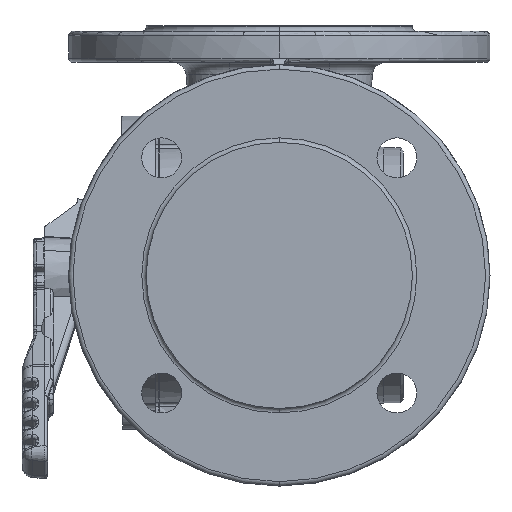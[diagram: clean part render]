
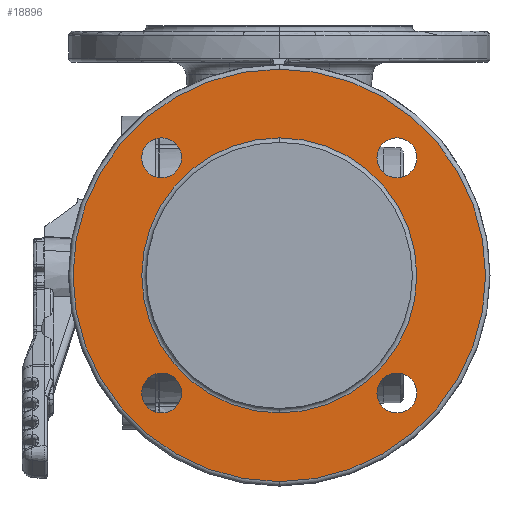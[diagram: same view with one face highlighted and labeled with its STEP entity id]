
A CAD part, left-side view. The second image highlights one B-rep face of the part: STEP entity #18896.
In plain terms, the highlighted planar face has unit normal (-1, 0, 0).
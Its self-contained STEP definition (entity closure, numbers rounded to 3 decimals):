
#11022=CARTESIAN_POINT('Vertex',(-110.,41.833,44.033)) ;
#11025=CARTESIAN_POINT('Axis2P3D Location',(-110.,41.833,53.033)) ;
#11029=CARTESIAN_POINT('Vertex',(-110.,41.833,62.033)) ;
#11045=CARTESIAN_POINT('Axis2P3D Location',(-110.,41.833,53.033)) ;
#11067=CARTESIAN_POINT('Vertex',(-110.,-64.234,44.033)) ;
#11070=CARTESIAN_POINT('Axis2P3D Location',(-110.,-64.234,53.033)) ;
#11074=CARTESIAN_POINT('Vertex',(-110.,-64.234,62.033)) ;
#11090=CARTESIAN_POINT('Axis2P3D Location',(-110.,-64.234,53.033)) ;
#11112=CARTESIAN_POINT('Vertex',(-110.,-64.234,-62.033)) ;
#11115=CARTESIAN_POINT('Axis2P3D Location',(-110.,-64.234,-53.033)) ;
#11119=CARTESIAN_POINT('Vertex',(-110.,-64.234,-44.033)) ;
#11140=CARTESIAN_POINT('Axis2P3D Location',(-110.,-64.234,-53.033)) ;
#11162=CARTESIAN_POINT('Vertex',(-110.,41.833,-62.033)) ;
#11165=CARTESIAN_POINT('Axis2P3D Location',(-110.,41.833,-53.033)) ;
#11169=CARTESIAN_POINT('Vertex',(-110.,41.833,-44.033)) ;
#11185=CARTESIAN_POINT('Axis2P3D Location',(-110.,41.833,-53.033)) ;
#16154=CARTESIAN_POINT('Vertex',(-110.,-11.2,62.)) ;
#16157=CARTESIAN_POINT('Axis2P3D Location',(-110.,-11.2,0.)) ;
#16161=CARTESIAN_POINT('Vertex',(-110.,-11.2,-62.)) ;
#16182=CARTESIAN_POINT('Axis2P3D Location',(-110.,-11.2,0.)) ;
#16204=CARTESIAN_POINT('Vertex',(-110.,-11.2,93.)) ;
#16207=CARTESIAN_POINT('Axis2P3D Location',(-110.,-11.2,0.)) ;
#16211=CARTESIAN_POINT('Vertex',(-110.,-11.2,-93.)) ;
#18833=CARTESIAN_POINT('Axis2P3D Location',(-110.,-11.2,0.)) ;
#18867=CARTESIAN_POINT('Axis2P3D Location',(-110.,-11.2,0.)) ;
#11026=DIRECTION('Axis2P3D Direction',(-1.,0.,0.)) ;
#11046=DIRECTION('Axis2P3D Direction',(-1.,0.,0.)) ;
#11071=DIRECTION('Axis2P3D Direction',(-1.,0.,0.)) ;
#11091=DIRECTION('Axis2P3D Direction',(-1.,0.,0.)) ;
#11116=DIRECTION('Axis2P3D Direction',(-1.,0.,0.)) ;
#11141=DIRECTION('Axis2P3D Direction',(-1.,0.,0.)) ;
#11166=DIRECTION('Axis2P3D Direction',(-1.,0.,0.)) ;
#11186=DIRECTION('Axis2P3D Direction',(-1.,0.,0.)) ;
#16158=DIRECTION('Axis2P3D Direction',(1.,-0.,0.)) ;
#16183=DIRECTION('Axis2P3D Direction',(1.,-0.,0.)) ;
#16208=DIRECTION('Axis2P3D Direction',(1.,-0.,0.)) ;
#18834=DIRECTION('Axis2P3D Direction',(1.,-0.,0.)) ;
#18868=DIRECTION('Axis2P3D Direction',(1.,-0.,0.)) ;
#18869=DIRECTION('Axis2P3D XDirection',(0.,0.,-1.)) ;
#11027=AXIS2_PLACEMENT_3D('Circle Axis2P3D',#11025,#11026,$) ;
#11047=AXIS2_PLACEMENT_3D('Circle Axis2P3D',#11045,#11046,$) ;
#11072=AXIS2_PLACEMENT_3D('Circle Axis2P3D',#11070,#11071,$) ;
#11092=AXIS2_PLACEMENT_3D('Circle Axis2P3D',#11090,#11091,$) ;
#11117=AXIS2_PLACEMENT_3D('Circle Axis2P3D',#11115,#11116,$) ;
#11142=AXIS2_PLACEMENT_3D('Circle Axis2P3D',#11140,#11141,$) ;
#11167=AXIS2_PLACEMENT_3D('Circle Axis2P3D',#11165,#11166,$) ;
#11187=AXIS2_PLACEMENT_3D('Circle Axis2P3D',#11185,#11186,$) ;
#16159=AXIS2_PLACEMENT_3D('Circle Axis2P3D',#16157,#16158,$) ;
#16184=AXIS2_PLACEMENT_3D('Circle Axis2P3D',#16182,#16183,$) ;
#16209=AXIS2_PLACEMENT_3D('Circle Axis2P3D',#16207,#16208,$) ;
#18835=AXIS2_PLACEMENT_3D('Circle Axis2P3D',#18833,#18834,$) ;
#18870=AXIS2_PLACEMENT_3D('Plane Axis2P3D',#18867,#18868,#18869) ;
#11028=CIRCLE('generated circle',#11027,9.) ;
#11048=CIRCLE('generated circle',#11047,9.) ;
#11073=CIRCLE('generated circle',#11072,9.) ;
#11093=CIRCLE('generated circle',#11092,9.) ;
#11118=CIRCLE('generated circle',#11117,9.) ;
#11143=CIRCLE('generated circle',#11142,9.) ;
#11168=CIRCLE('generated circle',#11167,9.) ;
#11188=CIRCLE('generated circle',#11187,9.) ;
#16160=CIRCLE('generated circle',#16159,62.) ;
#16185=CIRCLE('generated circle',#16184,62.) ;
#16210=CIRCLE('generated circle',#16209,93.) ;
#18836=CIRCLE('generated circle',#18835,93.) ;
#18871=PLANE('',#18870) ;
#18879=FACE_BOUND('',#18876,.T.) ;
#18883=FACE_BOUND('',#18880,.T.) ;
#18887=FACE_BOUND('',#18884,.T.) ;
#18891=FACE_BOUND('',#18888,.T.) ;
#18895=FACE_BOUND('',#18892,.T.) ;
#11031=EDGE_CURVE('',#11023,#11030,#11028,.T.) ;
#11049=EDGE_CURVE('',#11030,#11023,#11048,.T.) ;
#11076=EDGE_CURVE('',#11068,#11075,#11073,.T.) ;
#11094=EDGE_CURVE('',#11075,#11068,#11093,.T.) ;
#11121=EDGE_CURVE('',#11113,#11120,#11118,.T.) ;
#11144=EDGE_CURVE('',#11120,#11113,#11143,.T.) ;
#11171=EDGE_CURVE('',#11163,#11170,#11168,.T.) ;
#11189=EDGE_CURVE('',#11170,#11163,#11188,.T.) ;
#16163=EDGE_CURVE('',#16162,#16155,#16160,.T.) ;
#16186=EDGE_CURVE('',#16155,#16162,#16185,.T.) ;
#16213=EDGE_CURVE('',#16212,#16205,#16210,.F.) ;
#18837=EDGE_CURVE('',#16205,#16212,#18836,.F.) ;
#18873=ORIENTED_EDGE('',*,*,#16213,.T.) ;
#18874=ORIENTED_EDGE('',*,*,#18837,.T.) ;
#18877=ORIENTED_EDGE('',*,*,#11049,.F.) ;
#18878=ORIENTED_EDGE('',*,*,#11031,.F.) ;
#18881=ORIENTED_EDGE('',*,*,#11094,.F.) ;
#18882=ORIENTED_EDGE('',*,*,#11076,.F.) ;
#18885=ORIENTED_EDGE('',*,*,#11144,.F.) ;
#18886=ORIENTED_EDGE('',*,*,#11121,.F.) ;
#18889=ORIENTED_EDGE('',*,*,#11189,.F.) ;
#18890=ORIENTED_EDGE('',*,*,#11171,.F.) ;
#18893=ORIENTED_EDGE('',*,*,#16163,.T.) ;
#18894=ORIENTED_EDGE('',*,*,#16186,.T.) ;
#18872=EDGE_LOOP('',(#18873,#18874)) ;
#18876=EDGE_LOOP('',(#18877,#18878)) ;
#18880=EDGE_LOOP('',(#18881,#18882)) ;
#18884=EDGE_LOOP('',(#18885,#18886)) ;
#18888=EDGE_LOOP('',(#18889,#18890)) ;
#18892=EDGE_LOOP('',(#18893,#18894)) ;
#11023=VERTEX_POINT('',#11022) ;
#11030=VERTEX_POINT('',#11029) ;
#11068=VERTEX_POINT('',#11067) ;
#11075=VERTEX_POINT('',#11074) ;
#11113=VERTEX_POINT('',#11112) ;
#11120=VERTEX_POINT('',#11119) ;
#11163=VERTEX_POINT('',#11162) ;
#11170=VERTEX_POINT('',#11169) ;
#16155=VERTEX_POINT('',#16154) ;
#16162=VERTEX_POINT('',#16161) ;
#16205=VERTEX_POINT('',#16204) ;
#16212=VERTEX_POINT('',#16211) ;
#18896=ADVANCED_FACE('Estrusione-Estrusione7',(#18875,#18879,#18883,#18887,#18891,#18895),#18871,.F.) ;
#18875=FACE_OUTER_BOUND('',#18872,.T.) ;
